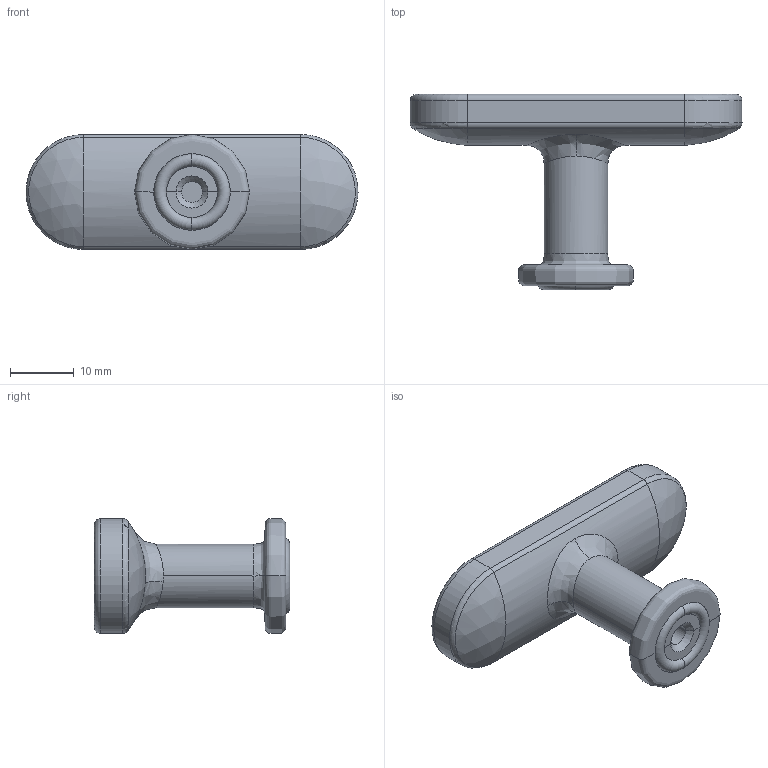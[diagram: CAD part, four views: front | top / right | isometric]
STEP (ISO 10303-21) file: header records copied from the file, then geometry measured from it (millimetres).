
FILE_DESCRIPTION (( 'STEP AP214' ), '1' );
FILE_NAME ('555120052 CHATEAU Oval Knob.STEP', '2022-12-20T08:21:15', ( '' ), ( '' ), 'SwSTEP 2.0', 'SolidWorks 2022', '' );
FILE_SCHEMA (( 'AUTOMOTIVE_DESIGN' ));
Length unit declared in the file: millimetre
Products named in the file (3): 555120052 CHATEAU Oval Knob; Rubber fitting
Assembly tree (2 placements, depth 2):
  555120052 CHATEAU Oval Knob
    Rubber fitting
    555120052 CHATEAU Oval Knob
Bounding box: 52 x 30.6 x 18 mm (x, y, z)
Volume: 7066.5 mm3; surface area: 3906.3 mm2
Topology: 2 solids, 2 shells, 54 faces, 135 edges, 85 vertices
Faces by surface type: cylinder 19, torus 10, sphere 10, bspline 8, plane 5, cone 2
Entity records: 3024 total; most frequent: CARTESIAN_POINT 1971, ORIENTED_EDGE 226, DIRECTION 145, EDGE_CURVE 113, B_SPLINE_CURVE_WITH_KNOTS 74, VERTEX_POINT 70, AXIS2_PLACEMENT_3D 67, EDGE_LOOP 51
